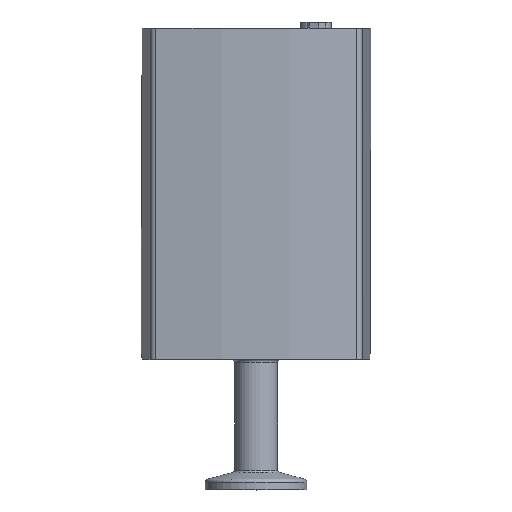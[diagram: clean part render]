
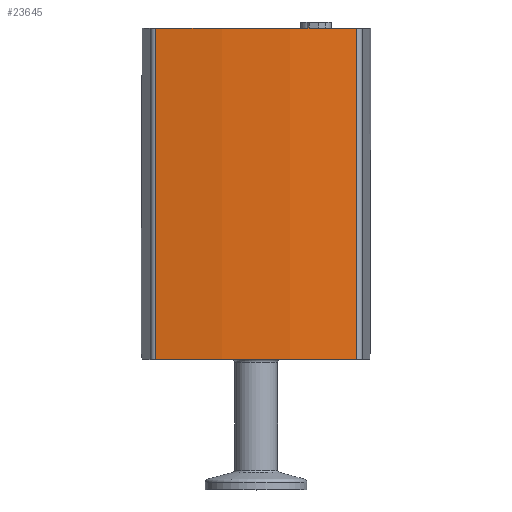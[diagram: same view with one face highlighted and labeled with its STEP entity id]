
A CAD part, top view. The second image highlights one B-rep face of the part: STEP entity #23645.
In plain terms, the highlighted cylindrical face has radius 170 mm (diameter 340 mm), a partial arc.
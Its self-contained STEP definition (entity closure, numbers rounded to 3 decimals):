
#1600=CYLINDRICAL_SURFACE('',#25602,170.);
#2975=LINE('',#45748,#4849);
#2976=LINE('',#45750,#4850);
#4849=VECTOR('',#30304,98.);
#4850=VECTOR('',#30307,98.);
#6302=FACE_OUTER_BOUND('',#7661,.T.);
#7661=EDGE_LOOP('',(#18775,#18776,#18777,#18778));
#8919=CIRCLE('',#25550,170.);
#8954=CIRCLE('',#25593,170.);
#10836=VERTEX_POINT('',#45343);
#10837=VERTEX_POINT('',#45345);
#10870=VERTEX_POINT('',#45427);
#10871=VERTEX_POINT('',#45429);
#13654=EDGE_CURVE('',#10836,#10837,#8919,.T.);
#13696=EDGE_CURVE('',#10871,#10870,#8954,.T.);
#13715=EDGE_CURVE('',#10836,#10871,#2975,.T.);
#13716=EDGE_CURVE('',#10837,#10870,#2976,.T.);
#18775=ORIENTED_EDGE('',*,*,#13716,.F.);
#18776=ORIENTED_EDGE('',*,*,#13654,.F.);
#18777=ORIENTED_EDGE('',*,*,#13715,.T.);
#18778=ORIENTED_EDGE('',*,*,#13696,.T.);
#23645=ADVANCED_FACE('',(#6302),#1600,.T.);
#25550=AXIS2_PLACEMENT_3D('',#45346,#30186,#30187);
#25593=AXIS2_PLACEMENT_3D('',#45430,#30279,#30280);
#25602=AXIS2_PLACEMENT_3D('',#45749,#30305,#30306);
#30186=DIRECTION('center_axis',(0.,1.,0.));
#30187=DIRECTION('ref_axis',(-0.175,0.,0.985));
#30279=DIRECTION('center_axis',(0.,1.,0.));
#30280=DIRECTION('ref_axis',(-0.175,0.,0.985));
#30304=DIRECTION('',(0.,-1.,0.));
#30305=DIRECTION('center_axis',(0.,1.,0.));
#30306=DIRECTION('ref_axis',(0.,0.,
1.));
#30307=DIRECTION('',(0.,-1.,0.));
#45343=CARTESIAN_POINT('',(-29.756,97.9,31.375));
#45345=CARTESIAN_POINT('',(29.756,97.9,31.375));
#45346=CARTESIAN_POINT('Origin',(0.,97.9,-136.));
#45427=CARTESIAN_POINT('',(29.756,-0.1,31.375));
#45429=CARTESIAN_POINT('',(-29.756,-0.1,31.375));
#45430=CARTESIAN_POINT('Origin',(0.,-0.1,
-136.));
#45748=CARTESIAN_POINT('',(-29.756,97.9,31.375));
#45749=CARTESIAN_POINT('Origin',(0.,-0.1,
-136.));
#45750=CARTESIAN_POINT('',(29.756,97.9,31.375));
